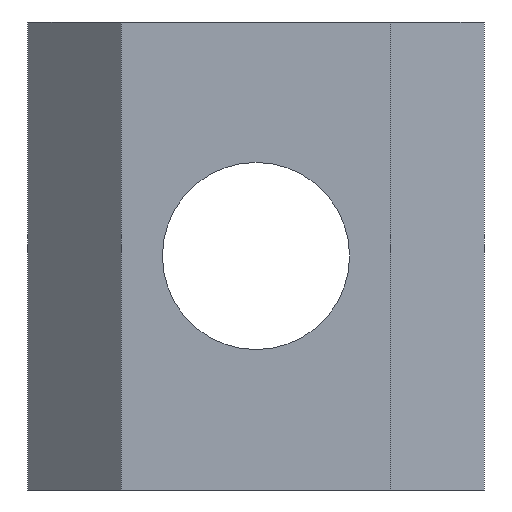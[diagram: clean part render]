
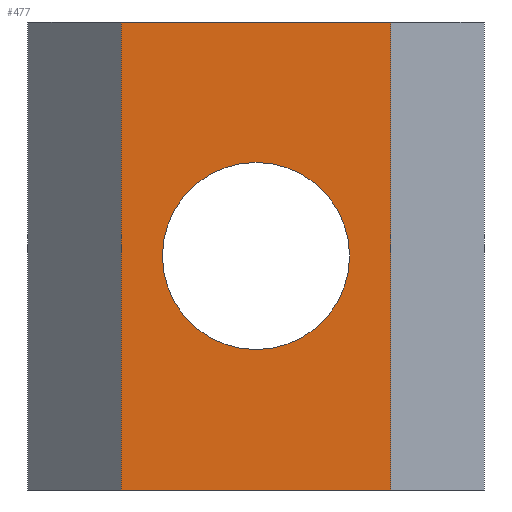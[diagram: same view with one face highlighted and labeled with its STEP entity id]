
A CAD part, front view. The second image highlights one B-rep face of the part: STEP entity #477.
In plain terms, the highlighted planar face has unit normal (0, -1, 0).
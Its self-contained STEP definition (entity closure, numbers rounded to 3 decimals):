
#228=CIRCLE('',#458,4.);
#248=ORIENTED_EDGE('',*,*,#331,.T.);
#249=ORIENTED_EDGE('',*,*,#330,.T.);
#250=ORIENTED_EDGE('',*,*,#334,.F.);
#251=ORIENTED_EDGE('',*,*,#335,.T.);
#252=ORIENTED_EDGE('',*,*,#336,.F.);
#279=VECTOR('',#381,1.);
#280=VECTOR('',#384,1.);
#283=VECTOR('',#389,1.);
#284=VECTOR('',#390,1.);
#297=LINE('',#431,#279);
#298=LINE('',#434,#280);
#301=LINE('',#440,#283);
#302=LINE('',#441,#284);
#313=VERTEX_POINT('',#426);
#314=VERTEX_POINT('',#429);
#315=VERTEX_POINT('',#433);
#317=VERTEX_POINT('',#439);
#318=VERTEX_POINT('',#442);
#330=EDGE_CURVE('',#313,#314,#297,.T.);
#331=EDGE_CURVE('',#315,#313,#298,.T.);
#334=EDGE_CURVE('',#317,#314,#301,.T.);
#335=EDGE_CURVE('',#317,#315,#302,.T.);
#336=EDGE_CURVE('',#318,#318,#228,.T.);
#344=EDGE_LOOP('',(#248,#249,#250,#251));
#345=EDGE_LOOP('',(#252));
#356=FACE_BOUND('',#344,.T.);
#357=FACE_BOUND('',#345,.T.);
#381=DIRECTION('',(-11.5,0.,0.));
#384=DIRECTION('',(0.,0.,20.));
#387=DIRECTION('',(0.,-1.,0.));
#388=DIRECTION('',(-1.,0.,0.));
#389=DIRECTION('',(0.,0.,20.));
#390=DIRECTION('',(11.5,0.,0.));
#391=DIRECTION('',(0.,-1.,0.));
#392=DIRECTION('',(4.,0.,0.));
#426=CARTESIAN_POINT('',(5.75,0.,20.));
#429=CARTESIAN_POINT('',(-5.75,0.,20.));
#431=CARTESIAN_POINT('',(5.75,0.,20.));
#433=CARTESIAN_POINT('',(5.75,0.,0.));
#434=CARTESIAN_POINT('',(5.75,0.,0.));
#438=CARTESIAN_POINT('',(5.75,0.,0.));
#439=CARTESIAN_POINT('',(-5.75,0.,0.));
#440=CARTESIAN_POINT('',(-5.75,0.,0.));
#441=CARTESIAN_POINT('',(-5.75,0.,0.));
#442=CARTESIAN_POINT('',(4.,0.,10.));
#443=CARTESIAN_POINT('',(0.,0.,10.));
#457=AXIS2_PLACEMENT_3D('',#438,#387,#388);
#458=AXIS2_PLACEMENT_3D('',#443,#391,#392);
#469=PLANE('',#457);
#477=ADVANCED_FACE('',(#356,#357),#469,.T.);
